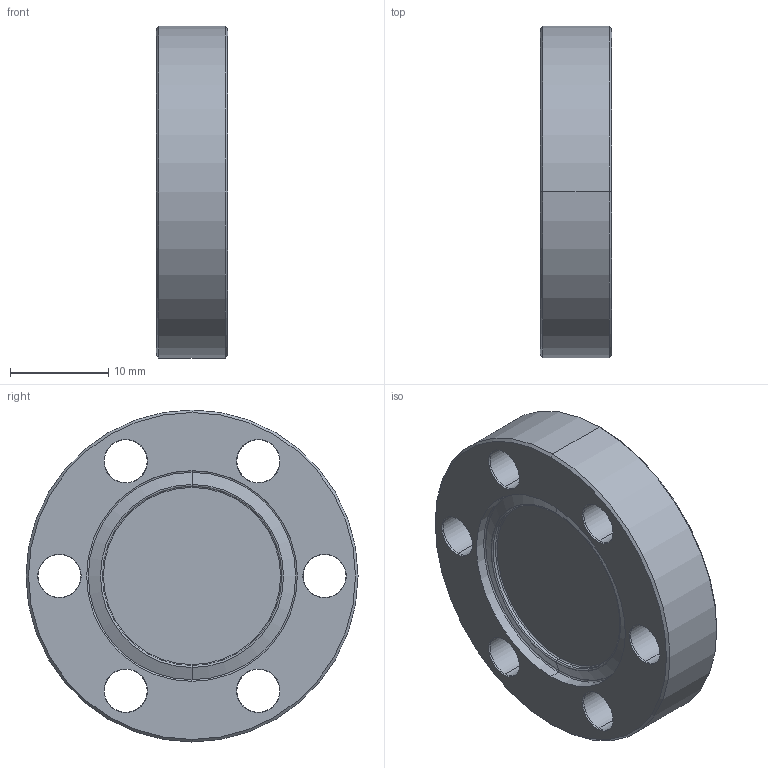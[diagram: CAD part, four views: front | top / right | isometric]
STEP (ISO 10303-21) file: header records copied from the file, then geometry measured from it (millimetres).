
FILE_DESCRIPTION (( 'STEP AP203' ), '1' );
FILE_NAME ('140000_A.STEP', '2024-04-03T07:55:15', ( '' ), ( '' ), 'SwSTEP 2.0', 'SolidWorks 2022', '' );
FILE_SCHEMA (( 'CONFIG_CONTROL_DESIGN' ));
Length unit declared in the file: inch
Products named in the file (1): 140000_A
Bounding box: 7.24 x 33.78 x 33.78 mm (x, y, z)
Volume: 4963.4 mm3; surface area: 3157.3 mm2
Topology: 1 solids, 1 shells, 70 faces, 150 edges, 84 vertices
Faces by surface type: cone 32, cylinder 22, torus 12, plane 4
Entity records: 1989 total; most frequent: DIRECTION 388, CARTESIAN_POINT 305, ORIENTED_EDGE 300, AXIS2_PLACEMENT_3D 167, EDGE_CURVE 150, CIRCLE 96, VERTEX_POINT 84, EDGE_LOOP 84
